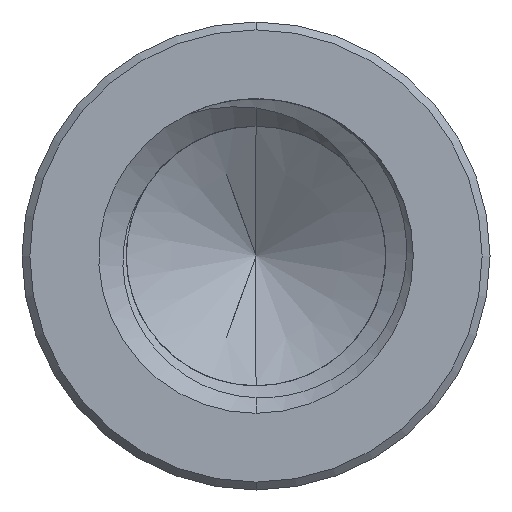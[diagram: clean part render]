
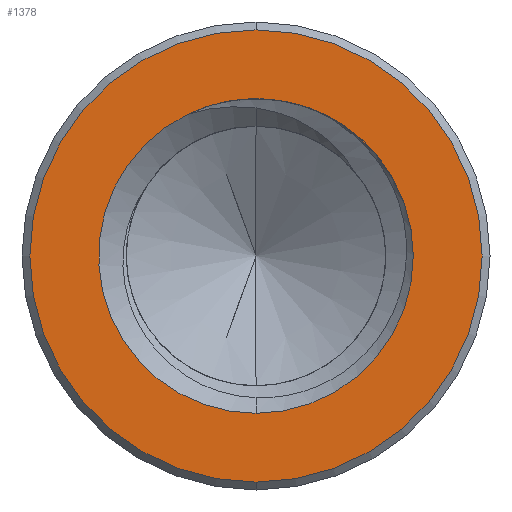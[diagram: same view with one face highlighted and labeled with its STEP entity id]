
A CAD part, front view. The second image highlights one B-rep face of the part: STEP entity #1378.
In plain terms, the highlighted planar face has unit normal (0, -1, 0).
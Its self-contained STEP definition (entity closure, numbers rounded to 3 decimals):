
#92 = CIRCLE ( 'NONE', #4981, 2. ) ;
#216 = DIRECTION ( 'NONE',  ( 0., 1., 0. ) ) ;
#262 = ORIENTED_EDGE ( 'NONE', *, *, #2666, .T. ) ;
#450 = CARTESIAN_POINT ( 'NONE',  ( 0., -15., 2.875 ) ) ;
#483 = ORIENTED_EDGE ( 'NONE', *, *, #5207, .T. ) ;
#698 = DIRECTION ( 'NONE',  ( 0., 1., 0. ) ) ;
#707 = VERTEX_POINT ( 'NONE', #6009 ) ;
#786 = FACE_BOUND ( 'NONE', #7678, .T. ) ;
#793 = DIRECTION ( 'NONE',  ( 0., -1., 0. ) ) ;
#804 = AXIS2_PLACEMENT_3D ( 'NONE', #4768, #4179, #4092 ) ;
#894 = VERTEX_POINT ( 'NONE', #450 ) ;
#1058 = CARTESIAN_POINT ( 'NONE',  ( 0.675, -15., 1.883 ) ) ;
#1293 = VERTEX_POINT ( 'NONE', #5074 ) ;
#1304 = DIRECTION ( 'NONE',  ( 0., 0., 1. ) ) ;
#1378 = ADVANCED_FACE ( 'NONE', ( #786, #8116 ), #8731, .F. ) ;
#1536 = AXIS2_PLACEMENT_3D ( 'NONE', #2261, #216, #3822 ) ;
#2152 = VERTEX_POINT ( 'NONE', #6779 ) ;
#2261 = CARTESIAN_POINT ( 'NONE',  ( 0., -15., 0. ) ) ;
#2489 = ORIENTED_EDGE ( 'NONE', *, *, #2755, .T. ) ;
#2666 = EDGE_CURVE ( 'NONE', #2152, #1293, #92, .T. ) ;
#2755 = EDGE_CURVE ( 'NONE', #707, #894, #6540, .T. ) ;
#2925 = DIRECTION ( 'NONE',  ( 0., 0., 1. ) ) ;
#3106 = CIRCLE ( 'NONE', #8647, 2. ) ;
#3578 = CARTESIAN_POINT ( 'NONE',  ( 0., -15., 0. ) ) ;
#3611 = DIRECTION ( 'NONE',  ( 0., 0., 1. ) ) ;
#3822 = DIRECTION ( 'NONE',  ( 0., 0., 1. ) ) ;
#3991 = AXIS2_PLACEMENT_3D ( 'NONE', #3578, #793, #2925 ) ;
#4092 = DIRECTION ( 'NONE',  ( 0., 0., 1. ) ) ;
#4179 = DIRECTION ( 'NONE',  ( 0., 1., 0. ) ) ;
#4191 = DIRECTION ( 'NONE',  ( 0., 1., 0. ) ) ;
#4579 = CIRCLE ( 'NONE', #5827, 2.875 ) ;
#4768 = CARTESIAN_POINT ( 'NONE',  ( 0., -15., 0. ) ) ;
#4827 = ORIENTED_EDGE ( 'NONE', *, *, #5870, .T. ) ;
#4981 = AXIS2_PLACEMENT_3D ( 'NONE', #5760, #698, #3611 ) ;
#5074 = CARTESIAN_POINT ( 'NONE',  ( -0.874, -15., 1.799 ) ) ;
#5207 = EDGE_CURVE ( 'NONE', #9149, #2152, #7441, .T. ) ;
#5623 = DIRECTION ( 'NONE',  ( 0., 0., 1. ) ) ;
#5760 = CARTESIAN_POINT ( 'NONE',  ( 0., -15., 0. ) ) ;
#5827 = AXIS2_PLACEMENT_3D ( 'NONE', #6841, #8345, #5623 ) ;
#5870 = EDGE_CURVE ( 'NONE', #894, #707, #4579, .T. ) ;
#6009 = CARTESIAN_POINT ( 'NONE',  ( 0., -15., -2.875 ) ) ;
#6343 = EDGE_LOOP ( 'NONE', ( #4827, #2489 ) ) ;
#6540 = CIRCLE ( 'NONE', #3991, 2.875 ) ;
#6779 = CARTESIAN_POINT ( 'NONE',  ( 0., -15., -2. ) ) ;
#6841 = CARTESIAN_POINT ( 'NONE',  ( 0., -15., 0. ) ) ;
#7441 = CIRCLE ( 'NONE', #804, 2. ) ;
#7678 = EDGE_LOOP ( 'NONE', ( #483, #262, #7760 ) ) ;
#7760 = ORIENTED_EDGE ( 'NONE', *, *, #8611, .T. ) ;
#7806 = CARTESIAN_POINT ( 'NONE',  ( 0., -15., 0. ) ) ;
#8116 = FACE_OUTER_BOUND ( 'NONE', #6343, .T. ) ;
#8345 = DIRECTION ( 'NONE',  ( 0., -1., 0. ) ) ;
#8611 = EDGE_CURVE ( 'NONE', #1293, #9149, #3106, .T. ) ;
#8647 = AXIS2_PLACEMENT_3D ( 'NONE', #7806, #4191, #1304 ) ;
#8731 = PLANE ( 'NONE',  #1536 ) ;
#9149 = VERTEX_POINT ( 'NONE', #1058 ) ;
